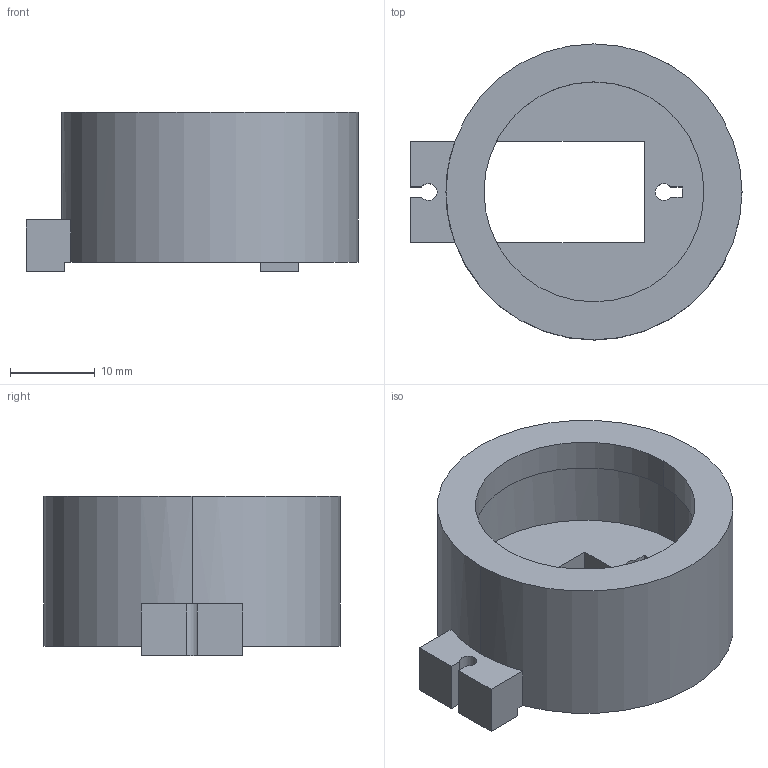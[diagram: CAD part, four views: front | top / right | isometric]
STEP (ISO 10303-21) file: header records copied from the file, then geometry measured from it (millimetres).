
FILE_DESCRIPTION (( 'STEP AP203' ), '1' );
FILE_NAME ('Servo connector.STEP', '2024-05-09T00:40:09', ( '' ), ( '' ), 'SwSTEP 2.0', 'SolidWorks 2024', '' );
FILE_SCHEMA (( 'CONFIG_CONTROL_DESIGN' ));
Length unit declared in the file: millimetre
Products named in the file (1): Servo connector
Bounding box: 39.25 x 35 x 18.8 mm (x, y, z)
Volume: 7808.8 mm3; surface area: 5507.2 mm2
Topology: 1 solids, 1 shells, 33 faces, 89 edges, 58 vertices
Faces by surface type: plane 24, cylinder 9
Entity records: 1118 total; most frequent: CARTESIAN_POINT 181, DIRECTION 179, ORIENTED_EDGE 178, EDGE_CURVE 89, VECTOR 67, LINE 67, VERTEX_POINT 58, AXIS2_PLACEMENT_3D 56
